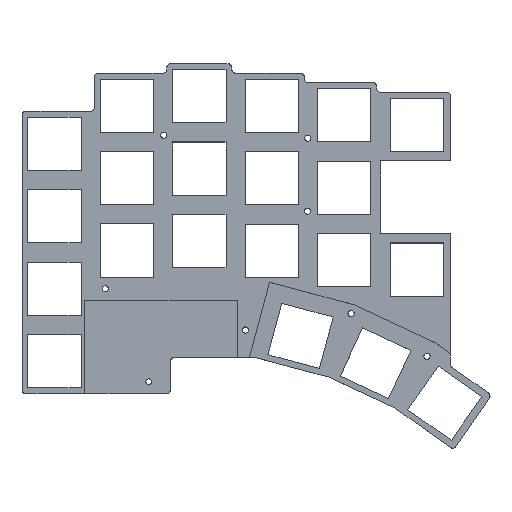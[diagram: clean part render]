
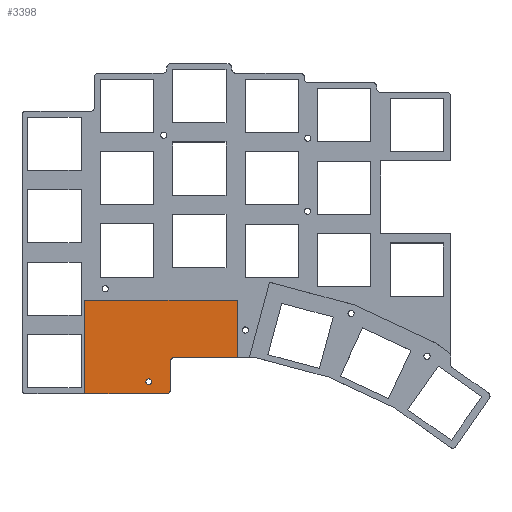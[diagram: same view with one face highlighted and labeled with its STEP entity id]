
A CAD part, top view. The second image highlights one B-rep face of the part: STEP entity #3398.
In plain terms, the highlighted planar face has unit normal (0, 0, 1).
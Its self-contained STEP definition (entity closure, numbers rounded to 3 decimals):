
#76=FACE_BOUND('',#597,.T.);
#207=PLANE('',#3630);
#371=FACE_OUTER_BOUND('',#596,.T.);
#596=EDGE_LOOP('',(#3185,#3186,#3187,#3188,#3189,#3190,#3191,#3192));
#597=EDGE_LOOP('',(#3193));
#610=LINE('',#4526,#1015);
#616=LINE('',#4540,#1021);
#619=LINE('',#4546,#1024);
#735=LINE('',#4826,#1140);
#832=LINE('',#5055,#1237);
#834=LINE('',#5061,#1239);
#1015=VECTOR('',#3652,10.);
#1021=VECTOR('',#3662,10.);
#1024=VECTOR('',#3667,10.);
#1140=VECTOR('',#3837,10.);
#1237=VECTOR('',#3974,10.);
#1239=VECTOR('',#3978,10.);
#1411=CIRCLE('',#3404,0.75);
#1456=CIRCLE('',#3459,1.);
#1475=CIRCLE('',#3629,1.);
#1477=VERTEX_POINT('',#4503);
#1479=VERTEX_POINT('',#4508);
#1487=VERTEX_POINT('',#4524);
#1492=VERTEX_POINT('',#4537);
#1493=VERTEX_POINT('',#4539);
#1495=VERTEX_POINT('',#4545);
#1632=VERTEX_POINT('',#4824);
#1746=VERTEX_POINT('',#5058);
#1747=VERTEX_POINT('',#5060);
#1792=EDGE_CURVE('',#1477,#1477,#1411,.T.);
#1802=EDGE_CURVE('',#1479,#1487,#610,.T.);
#1808=EDGE_CURVE('',#1493,#1492,#616,.T.);
#1811=EDGE_CURVE('',#1495,#1493,#619,.T.);
#1952=EDGE_CURVE('',#1492,#1632,#735,.T.);
#2067=EDGE_CURVE('',#1487,#1495,#832,.T.);
#2069=EDGE_CURVE('',#1747,#1746,#834,.T.);
#2073=EDGE_CURVE('',#1632,#1747,#1456,.T.);
#2260=EDGE_CURVE('',#1746,#1479,#1475,.T.);
#3185=ORIENTED_EDGE('',*,*,#2260,.T.);
#3186=ORIENTED_EDGE('',*,*,#1802,.T.);
#3187=ORIENTED_EDGE('',*,*,#2067,.T.);
#3188=ORIENTED_EDGE('',*,*,#1811,.T.);
#3189=ORIENTED_EDGE('',*,*,#1808,.T.);
#3190=ORIENTED_EDGE('',*,*,#1952,.T.);
#3191=ORIENTED_EDGE('',*,*,#2073,.T.);
#3192=ORIENTED_EDGE('',*,*,#2069,.T.);
#3193=ORIENTED_EDGE('',*,*,#1792,.T.);
#3398=ADVANCED_FACE('',(#371,#76),#207,.T.);
#3404=AXIS2_PLACEMENT_3D('',#4505,#3639,#3640);
#3459=AXIS2_PLACEMENT_3D('',#5067,#3985,#3986);
#3629=AXIS2_PLACEMENT_3D('',#5446,#4493,#4494);
#3630=AXIS2_PLACEMENT_3D('',#5447,#4495,#4496);
#3639=DIRECTION('center_axis',(0.,0.,-1.));
#3640=DIRECTION('ref_axis',(-1.,0.,0.));
#3652=DIRECTION('',(1.,0.,0.));
#3662=DIRECTION('',(0.,-1.,0.));
#3667=DIRECTION('',(-1.,0.,0.));
#3837=DIRECTION('',(1.,0.,0.));
#3974=DIRECTION('',(0.,1.,0.));
#3978=DIRECTION('',(0.,1.,0.));
#3985=DIRECTION('center_axis',(0.,0.,1.));
#3986=DIRECTION('ref_axis',(0.,-1.,0.));
#4493=DIRECTION('center_axis',(0.,0.,-1.));
#4494=DIRECTION('ref_axis',(0.,1.,0.));
#4495=DIRECTION('center_axis',(0.,0.,1.));
#4496=DIRECTION('ref_axis',(-1.,0.,0.));
#4503=CARTESIAN_POINT('',(-27.43,-33.07,14.21));
#4505=CARTESIAN_POINT('Origin',(-28.18,-33.07,14.21));
#4508=CARTESIAN_POINT('',(-21.512,-26.736,14.21));
#4524=CARTESIAN_POINT('',(-4.947,-26.736,14.21));
#4526=CARTESIAN_POINT('',(-4.947,-26.736,14.21));
#4537=CARTESIAN_POINT('',(-45.012,-36.158,14.21));
#4539=CARTESIAN_POINT('',(-45.012,-11.658,14.21));
#4540=CARTESIAN_POINT('',(-45.012,-36.158,14.21));
#4545=CARTESIAN_POINT('',(-4.947,-11.658,14.21));
#4546=CARTESIAN_POINT('',(-22.512,-11.658,14.21));
#4824=CARTESIAN_POINT('',(-23.512,-36.158,14.21));
#4826=CARTESIAN_POINT('',(-60.512,-36.158,14.21));
#5055=CARTESIAN_POINT('',(-4.947,-12.158,14.21));
#5058=CARTESIAN_POINT('',(-22.512,-27.736,14.21));
#5060=CARTESIAN_POINT('',(-22.512,-35.158,14.21));
#5061=CARTESIAN_POINT('',(-22.512,-12.158,14.21));
#5067=CARTESIAN_POINT('Origin',(-23.512,-35.158,14.21));
#5446=CARTESIAN_POINT('Origin',(-21.512,-27.736,14.21));
#5447=CARTESIAN_POINT('Origin',(-22.012,-27.236,14.21));
